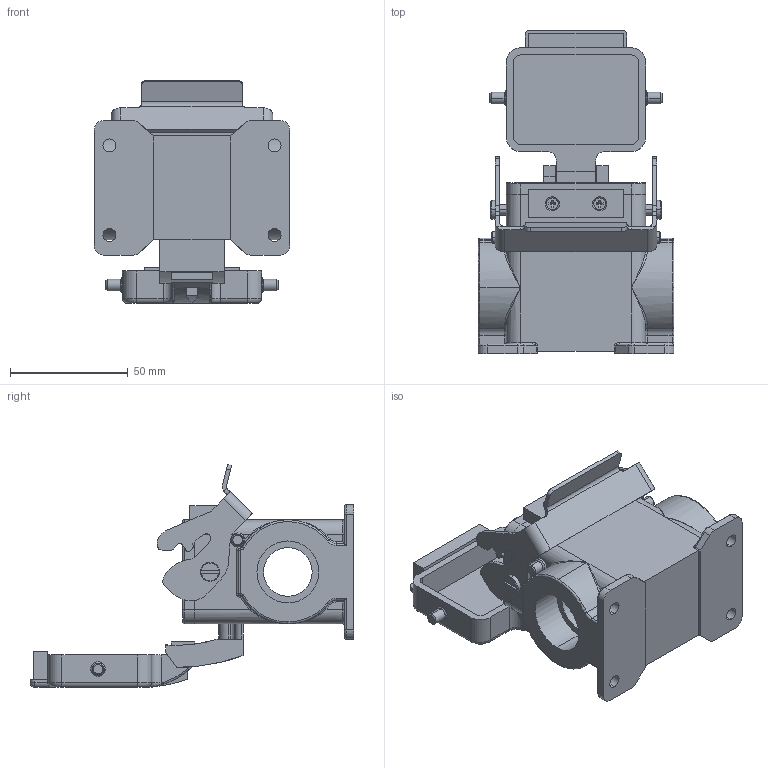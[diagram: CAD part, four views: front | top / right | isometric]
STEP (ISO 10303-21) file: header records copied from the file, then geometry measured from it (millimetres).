
FILE_DESCRIPTION (( 'STEP AP214' ), '1' );
FILE_NAME ('ZP-MC06B-2-SSM21CA.step', '2015-08-12T18:16:20', ( '' ), ( '' ), 'SwSTEP 2.0', 'SolidWorks 2014', '' );
FILE_SCHEMA (( 'AUTOMOTIVE_DESIGN' ));
Length unit declared in the file: millimetre
Products named in the file (1): ZP-MC06B-2-SSM21CA
Bounding box: 83 x 137.25 x 94.45 mm (x, y, z)
Volume: 133428.5 mm3; surface area: 67744.5 mm2
Topology: 11 solids, 11 shells, 632 faces, 1586 edges, 975 vertices
Faces by surface type: plane 246, cylinder 218, bspline 60, torus 59, cone 38, sphere 11
Entity records: 21044 total; most frequent: CARTESIAN_POINT 5319, ORIENTED_EDGE 3122, DIRECTION 3018, EDGE_CURVE 1561, AXIS2_PLACEMENT_3D 1108, VERTEX_POINT 975, LINE 802, VECTOR 802
